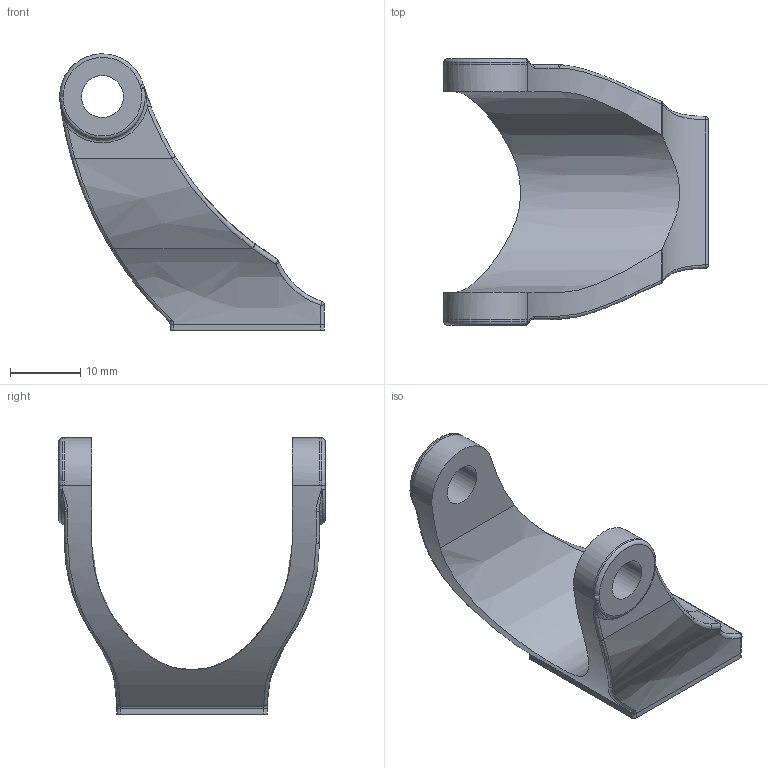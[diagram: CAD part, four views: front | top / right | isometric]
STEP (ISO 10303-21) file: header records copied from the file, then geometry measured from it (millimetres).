
FILE_DESCRIPTION(('CATIA V5 STEP Exchange'),'2;1');
FILE_NAME('Mirobot_Air_Spring_1.stp','2020-05-03T19:56:57+00:00',('none'),('none'),'CATIA Version 5-6 Release 2017 SP2 HF65','CATIA V5 STEP AP203 v0','none');
FILE_SCHEMA(('CONFIG_CONTROL_DESIGN'));
Length unit declared in the file: millimetre
Products named in the file (1): Mirobot_CAD
Bounding box: 37.77 x 38 x 39.43 mm (x, y, z)
Volume: 7927.2 mm3; surface area: 4422.4 mm2
Topology: 1 solids, 1 shells, 80 faces, 194 edges, 112 vertices
Faces by surface type: cylinder 22, bspline 20, torus 14, plane 11, sphere 8, extrusion 5
Entity records: 3831 total; most frequent: CARTESIAN_POINT 2205, ORIENTED_EDGE 376, DIRECTION 218, EDGE_CURVE 188, AXIS2_PLACEMENT_3D 126, VERTEX_POINT 110, EDGE_LOOP 84, ADVANCED_FACE 80
